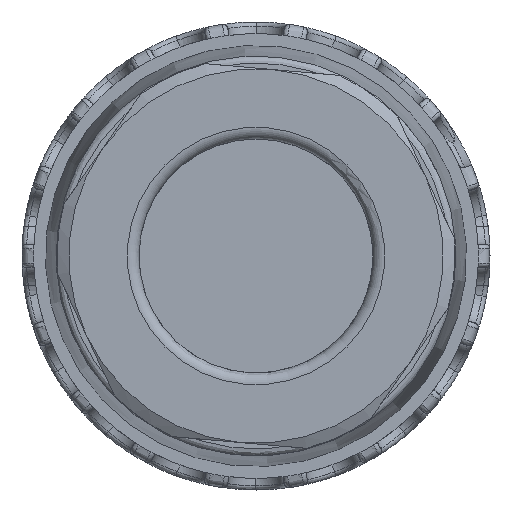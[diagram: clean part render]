
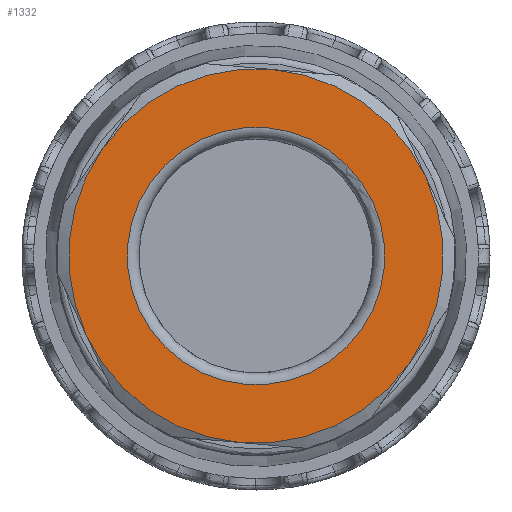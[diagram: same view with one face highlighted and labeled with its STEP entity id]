
A CAD part, front view. The second image highlights one B-rep face of the part: STEP entity #1332.
In plain terms, the highlighted planar face has unit normal (0, -1, 0).
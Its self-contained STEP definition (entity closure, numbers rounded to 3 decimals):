
#1332=ADVANCED_FACE('',(#2086,#2087),#1693,.T.);
#1693=PLANE('',#6319);
#2086=FACE_BOUND('',#2229,.T.);
#2087=FACE_BOUND('',#2230,.T.);
#2229=EDGE_LOOP('',(#2753));
#2230=EDGE_LOOP('',(#2754,#2755,#2756,#2757,#2758,#2759));
#2753=ORIENTED_EDGE('',*,*,#5105,.T.);
#2754=ORIENTED_EDGE('',*,*,#5076,.T.);
#2755=ORIENTED_EDGE('',*,*,#5078,.T.);
#2756=ORIENTED_EDGE('',*,*,#5086,.T.);
#2757=ORIENTED_EDGE('',*,*,#5090,.T.);
#2758=ORIENTED_EDGE('',*,*,#5096,.T.);
#2759=ORIENTED_EDGE('',*,*,#5102,.T.);
#4482=VERTEX_POINT('',#8456);
#4483=VERTEX_POINT('',#8458);
#4484=VERTEX_POINT('',#8465);
#4487=VERTEX_POINT('',#8489);
#4490=VERTEX_POINT('',#8499);
#4493=VERTEX_POINT('',#8516);
#4496=VERTEX_POINT('',#8543);
#5076=EDGE_CURVE('',#4483,#4482,#5958,.T.);
#5078=EDGE_CURVE('',#4482,#4484,#5959,.T.);
#5086=EDGE_CURVE('',#4484,#4487,#5961,.T.);
#5090=EDGE_CURVE('',#4487,#4490,#5963,.T.);
#5096=EDGE_CURVE('',#4490,#4493,#5965,.T.);
#5102=EDGE_CURVE('',#4493,#4483,#5967,.T.);
#5105=EDGE_CURVE('',#4496,#4496,#5968,.T.);
#5958=CIRCLE('',#6298,8.);
#5959=CIRCLE('',#6300,8.);
#5961=CIRCLE('',#6304,8.);
#5963=CIRCLE('',#6308,8.);
#5965=CIRCLE('',#6312,8.);
#5967=CIRCLE('',#6316,8.);
#5968=CIRCLE('',#6318,5.5);
#6298=AXIS2_PLACEMENT_3D('',#8457,#6958,#6959);
#6300=AXIS2_PLACEMENT_3D('',#8464,#6962,#6963);
#6304=AXIS2_PLACEMENT_3D('',#8490,#6972,#6973);
#6308=AXIS2_PLACEMENT_3D('',#8498,#6982,#6983);
#6312=AXIS2_PLACEMENT_3D('',#8515,#6992,#6993);
#6316=AXIS2_PLACEMENT_3D('',#8532,#7002,#7003);
#6318=AXIS2_PLACEMENT_3D('',#8542,#7006,#7007);
#6319=AXIS2_PLACEMENT_3D('',#8544,#7008,#7009);
#6958=DIRECTION('',(0.,-1.,0.));
#6959=DIRECTION('',(0.996,0.,-0.087));
#6962=DIRECTION('',(0.,-1.,0.));
#6963=DIRECTION('',(0.996,0.,-0.087));
#6972=DIRECTION('',(0.,-1.,0.));
#6973=DIRECTION('',(0.996,0.,-0.087));
#6982=DIRECTION('',(0.,-1.,0.));
#6983=DIRECTION('',(0.996,0.,-0.087));
#6992=DIRECTION('',(0.,-1.,0.));
#6993=DIRECTION('',(0.996,0.,-0.087));
#7002=DIRECTION('',(0.,-1.,0.));
#7003=DIRECTION('',(0.996,0.,-0.087));
#7006=DIRECTION('',(0.,1.,0.));
#7007=DIRECTION('',(0.996,0.,-0.087));
#7008=DIRECTION('',(0.,-1.,0.));
#7009=DIRECTION('',(0.996,0.,-0.087));
#8456=CARTESIAN_POINT('',(0.697,-31.773,7.97));
#8457=CARTESIAN_POINT('',(0.,-31.773,0.));
#8458=CARTESIAN_POINT('',(7.25,-31.773,3.381));
#8464=CARTESIAN_POINT('',(0.,-31.773,0.));
#8465=CARTESIAN_POINT('',(-6.553,-31.773,4.589));
#8489=CARTESIAN_POINT('',(-7.25,-31.773,-3.381));
#8490=CARTESIAN_POINT('',(0.,-31.773,0.));
#8498=CARTESIAN_POINT('',(0.,-31.773,0.));
#8499=CARTESIAN_POINT('',(-0.697,-31.773,-7.97));
#8515=CARTESIAN_POINT('',(0.,-31.773,0.));
#8516=CARTESIAN_POINT('',(6.553,-31.773,-4.589));
#8532=CARTESIAN_POINT('',(0.,-31.773,0.));
#8542=CARTESIAN_POINT('',(0.,-31.773,0.));
#8543=CARTESIAN_POINT('',(5.479,-31.773,-0.479));
#8544=CARTESIAN_POINT('',(-8.468,-31.773,0.741));
